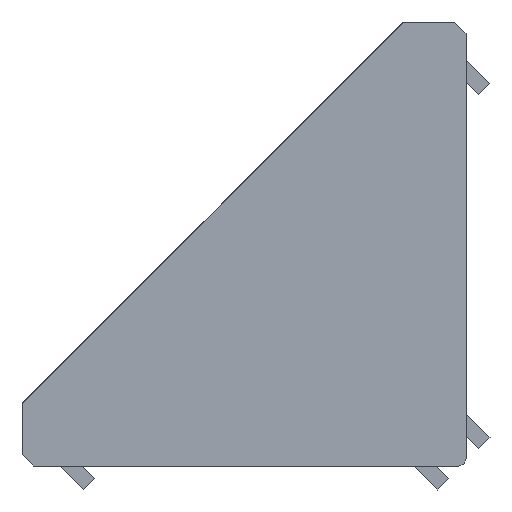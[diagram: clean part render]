
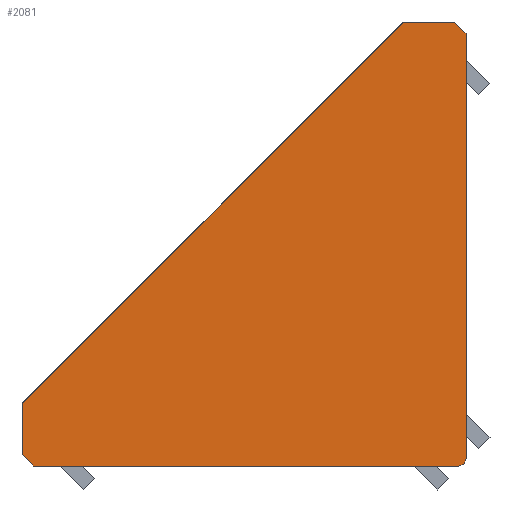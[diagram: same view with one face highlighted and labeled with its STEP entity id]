
A CAD part, left-side view. The second image highlights one B-rep face of the part: STEP entity #2081.
In plain terms, the highlighted planar face has unit normal (-1, 0, 0).
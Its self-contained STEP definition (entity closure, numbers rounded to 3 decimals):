
#142=FACE_OUTER_BOUND('',#262,.T.);
#262=EDGE_LOOP('',(#1862,#1863,#1864,#1865,#1866,#1867,#1868,#1869));
#280=CIRCLE('',#2210,0.5);
#522=LINE('',#3274,#792);
#531=LINE('',#3292,#801);
#538=LINE('',#3311,#808);
#541=LINE('',#3317,#811);
#544=LINE('',#3323,#814);
#547=LINE('',#3329,#817);
#550=LINE('',#3334,#820);
#792=VECTOR('',#2682,26.794);
#801=VECTOR('',#2697,26.794);
#808=VECTOR('',#2724,0.998);
#811=VECTOR('',#2729,3.256);
#814=VECTOR('',#2734,33.996);
#817=VECTOR('',#2739,3.256);
#820=VECTOR('',#2744,0.998);
#997=VERTEX_POINT('',#3271);
#998=VERTEX_POINT('',#3273);
#1001=VERTEX_POINT('',#3282);
#1004=VERTEX_POINT('',#3290);
#1006=VERTEX_POINT('',#3310);
#1008=VERTEX_POINT('',#3316);
#1010=VERTEX_POINT('',#3322);
#1012=VERTEX_POINT('',#3328);
#1270=EDGE_CURVE('',#997,#998,#522,.T.);
#1276=EDGE_CURVE('',#1001,#997,#280,.T.);
#1280=EDGE_CURVE('',#1004,#1001,#531,.T.);
#1288=EDGE_CURVE('',#998,#1006,#538,.T.);
#1291=EDGE_CURVE('',#1006,#1008,#541,.T.);
#1294=EDGE_CURVE('',#1008,#1010,#544,.T.);
#1297=EDGE_CURVE('',#1010,#1012,#547,.T.);
#1300=EDGE_CURVE('',#1012,#1004,#550,.T.);
#1862=ORIENTED_EDGE('',*,*,#1280,.F.);
#1863=ORIENTED_EDGE('',*,*,#1300,.F.);
#1864=ORIENTED_EDGE('',*,*,#1297,.F.);
#1865=ORIENTED_EDGE('',*,*,#1294,.F.);
#1866=ORIENTED_EDGE('',*,*,#1291,.F.);
#1867=ORIENTED_EDGE('',*,*,#1288,.F.);
#1868=ORIENTED_EDGE('',*,*,#1270,.F.);
#1869=ORIENTED_EDGE('',*,*,#1276,.F.);
#1974=PLANE('',#2226);
#2081=ADVANCED_FACE('',(#142),#1974,.F.);
#2210=AXIS2_PLACEMENT_3D('',#3284,#2690,#2691);
#2226=AXIS2_PLACEMENT_3D('',#3336,#2746,#2747);
#2682=DIRECTION('',(0.,1.,0.));
#2690=DIRECTION('center_axis',(1.,0.,0.));
#2691=DIRECTION('ref_axis',(0.,-1.,0.));
#2697=DIRECTION('',(0.,0.,-1.));
#2724=DIRECTION('',(0.,0.707,0.707));
#2729=DIRECTION('',(0.,0.,1.));
#2734=DIRECTION('',(0.,-0.707,0.707));
#2739=DIRECTION('',(0.,-1.,0.));
#2744=DIRECTION('',(0.,-0.707,-0.707));
#2746=DIRECTION('center_axis',(1.,0.,0.));
#2747=DIRECTION('ref_axis',(0.,0.,-1.));
#3271=CARTESIAN_POINT('',(-14.,0.5,0.));
#3273=CARTESIAN_POINT('',(-14.,27.294,0.));
#3274=CARTESIAN_POINT('',(-14.,0.5,0.));
#3282=CARTESIAN_POINT('',(-14.,0.,0.5));
#3284=CARTESIAN_POINT('Origin',(-14.,0.5,0.5));
#3290=CARTESIAN_POINT('',(-14.,0.,27.294));
#3292=CARTESIAN_POINT('',(-14.,0.,27.294));
#3310=CARTESIAN_POINT('',(-14.,28.,0.706));
#3311=CARTESIAN_POINT('',(-14.,27.294,0.));
#3316=CARTESIAN_POINT('',(-14.,28.,3.961));
#3317=CARTESIAN_POINT('',(-14.,28.,0.706));
#3322=CARTESIAN_POINT('',(-14.,3.961,28.));
#3323=CARTESIAN_POINT('',(-14.,28.,3.961));
#3328=CARTESIAN_POINT('',(-14.,0.706,28.));
#3329=CARTESIAN_POINT('',(-14.,3.961,28.));
#3334=CARTESIAN_POINT('',(-14.,0.706,28.));
#3336=CARTESIAN_POINT('Origin',(-14.,0.,0.));
